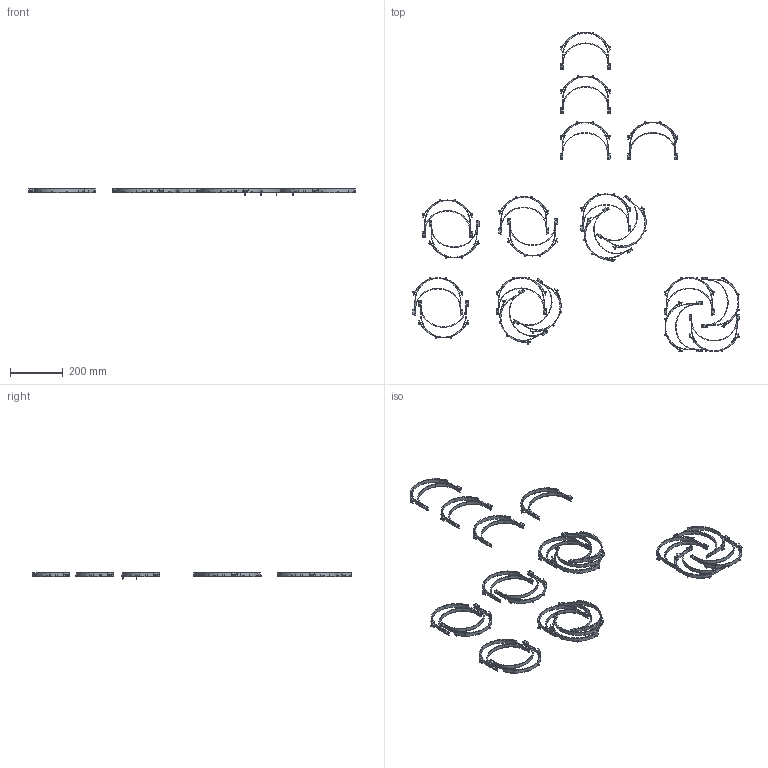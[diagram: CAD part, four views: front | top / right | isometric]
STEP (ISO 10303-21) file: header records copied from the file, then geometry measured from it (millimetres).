
FILE_DESCRIPTION(/* description */ (''),/* implementation_level */ '2;1');
FILE_NAME(/* name */ 'prusa-rc3-enhanced v17.step',/* time_stamp */ '2020-05-09T09:11:03-04:00',/* author */ (''),/* organization */ (''),/* preprocessor_version */ 'ST-DEVELOPER v18.1',/* originating_system */ 'Autodesk Translation Framework v9.2.0.1227',/* authorisation */ '');
FILE_SCHEMA (('AUTOMOTIVE_DESIGN { 1 0 10303 214 3 1 1 }'));
Products named in the file (18): prusa-rc3-enhanced; Masters; 13.5mm tall; 2.4 bottom; 2.5 top; 2.5 bottom; 13.6mm tall; master - 13.6mm - 2.4mm - bottom; 2.5mm; 2.5-2pc-flat; 3-pc; 2.4mm; 13.5mm; 4pc flat; 2pc flat; 13.6mm; 2 pcs; 3 pcs
Assembly tree (17 placements, depth 4):
  prusa-rc3-enhanced
    Masters
      13.5mm tall
        2.4 bottom
        2.5 top
        2.5 bottom
      13.6mm tall
        master - 13.6mm - 2.4mm - bottom
    2.5mm
      2.5-2pc-flat
      3-pc
    2.4mm
      13.5mm
        4pc flat
        2pc flat
      13.6mm
        2 pcs
        3 pcs
Bounding box: 1243.13 x 1218.33 x 23.3 mm (x, y, z)
Volume: 563846.9 mm3; surface area: 471966.1 mm2
Topology: 20 solids, 20 shells, 2053 faces, 5592 edges, 3616 vertices
Faces by surface type: plane 1215, cylinder 670, cone 168
Entity records: 65673 total; most frequent: DIRECTION 11932, CARTESIAN_POINT 11296, ORIENTED_EDGE 11184, EDGE_CURVE 5592, AXIS2_PLACEMENT_3D 4252, VERTEX_POINT 3616, LINE 3428, VECTOR 3428
